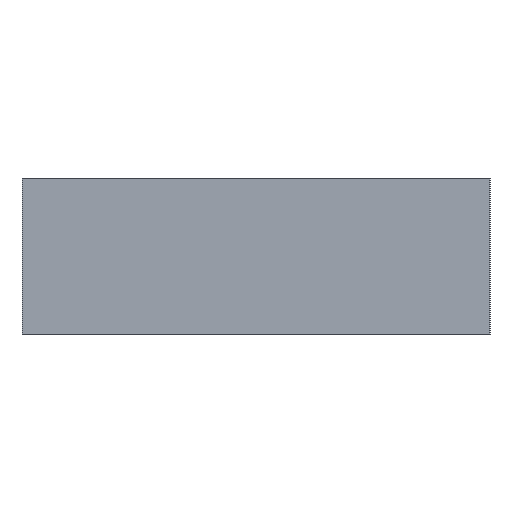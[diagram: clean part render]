
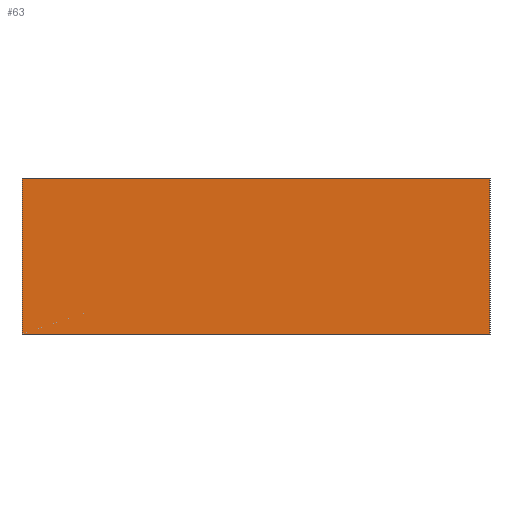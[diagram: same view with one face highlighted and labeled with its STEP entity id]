
A CAD part, left-side view. The second image highlights one B-rep face of the part: STEP entity #63.
In plain terms, the highlighted planar face has unit normal (-1, 0, 0).
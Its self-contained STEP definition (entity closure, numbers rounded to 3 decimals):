
#2 = DIRECTION ( 'NONE',  ( 0., 0., -1. ) ) ;
#8 = VERTEX_POINT ( 'NONE', #228 ) ;
#47 = VECTOR ( 'NONE', #302, 1000. ) ;
#49 = CARTESIAN_POINT ( 'NONE',  ( 0., 6., 2. ) ) ;
#63 = ADVANCED_FACE ( 'NONE', ( #261 ), #354, .F. ) ;
#69 = EDGE_CURVE ( 'NONE', #229, #147, #397, .T. ) ;
#78 = VECTOR ( 'NONE', #98, 1000. ) ;
#98 = DIRECTION ( 'NONE',  ( 0., 0., -1. ) ) ;
#111 = VECTOR ( 'NONE', #502, 1000. ) ;
#143 = AXIS2_PLACEMENT_3D ( 'NONE', #396, #493, #213 ) ;
#147 = VERTEX_POINT ( 'NONE', #220 ) ;
#165 = EDGE_CURVE ( 'NONE', #8, #579, #246, .T. ) ;
#192 = ORIENTED_EDGE ( 'NONE', *, *, #381, .F. ) ;
#213 = DIRECTION ( 'NONE',  ( 0., 0., -1. ) ) ;
#217 = EDGE_LOOP ( 'NONE', ( #310, #192, #432, #490 ) ) ;
#220 = CARTESIAN_POINT ( 'NONE',  ( 0., 0., 0. ) ) ;
#227 = CARTESIAN_POINT ( 'NONE',  ( 0., 0., 2. ) ) ;
#228 = CARTESIAN_POINT ( 'NONE',  ( 0., 6., 2. ) ) ;
#229 = VERTEX_POINT ( 'NONE', #389 ) ;
#246 = LINE ( 'NONE', #227, #111 ) ;
#261 = FACE_OUTER_BOUND ( 'NONE', #217, .T. ) ;
#302 = DIRECTION ( 'NONE',  ( 0., -1., 0. ) ) ;
#310 = ORIENTED_EDGE ( 'NONE', *, *, #69, .T. ) ;
#354 = PLANE ( 'NONE',  #143 ) ;
#361 = EDGE_CURVE ( 'NONE', #8, #229, #571, .T. ) ;
#379 = CARTESIAN_POINT ( 'NONE',  ( 0., 0., 2. ) ) ;
#381 = EDGE_CURVE ( 'NONE', #579, #147, #442, .T. ) ;
#389 = CARTESIAN_POINT ( 'NONE',  ( 0., 6., 0. ) ) ;
#396 = CARTESIAN_POINT ( 'NONE',  ( 0., 0., 2. ) ) ;
#397 = LINE ( 'NONE', #535, #47 ) ;
#432 = ORIENTED_EDGE ( 'NONE', *, *, #165, .F. ) ;
#442 = LINE ( 'NONE', #379, #78 ) ;
#490 = ORIENTED_EDGE ( 'NONE', *, *, #361, .T. ) ;
#493 = DIRECTION ( 'NONE',  ( 1., 0., 0. ) ) ;
#502 = DIRECTION ( 'NONE',  ( 0., -1., 0. ) ) ;
#535 = CARTESIAN_POINT ( 'NONE',  ( 0., 0., 0. ) ) ;
#556 = VECTOR ( 'NONE', #2, 1000. ) ;
#567 = CARTESIAN_POINT ( 'NONE',  ( 0., 0., 2. ) ) ;
#571 = LINE ( 'NONE', #49, #556 ) ;
#579 = VERTEX_POINT ( 'NONE', #567 ) ;
